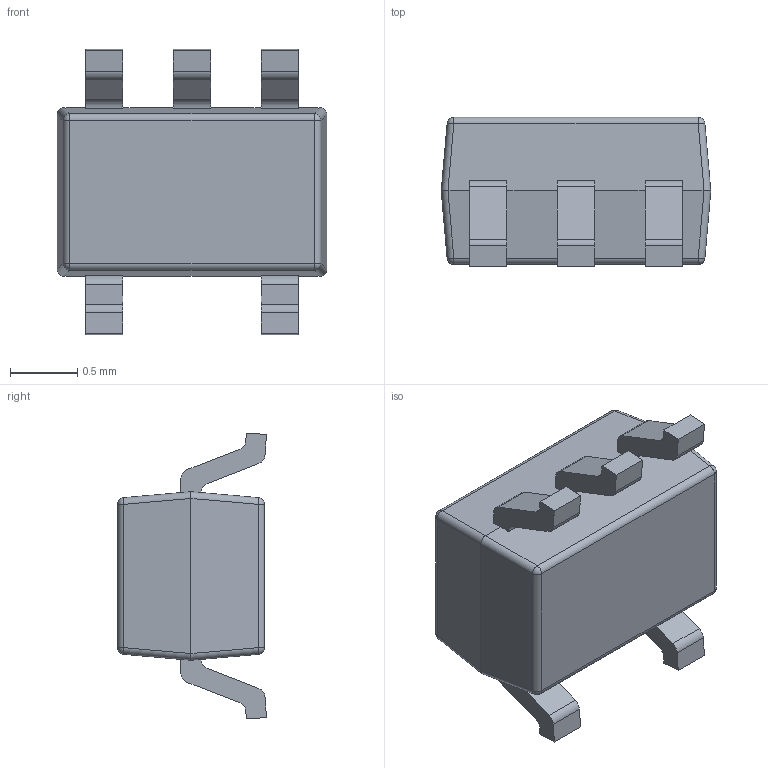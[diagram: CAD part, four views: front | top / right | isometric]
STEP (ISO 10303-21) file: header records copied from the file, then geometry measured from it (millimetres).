
FILE_DESCRIPTION (( 'STEP AP214' ), '1' );
FILE_NAME ('SC-70-5.STEP', '2016-01-05T00:42:47', ( '' ), ( '' ), 'SwSTEP 2.0', 'SolidWorks 2015', '' );
FILE_SCHEMA (( 'AUTOMOTIVE_DESIGN' ));
Length unit declared in the file: millimetre
Products named in the file (1): SC-70-5
Bounding box: 2 x 1.1 x 2.12 mm (x, y, z)
Volume: 2.7 mm3; surface area: 14.2 mm2
Topology: 1 solids, 1 shells, 99 faces, 267 edges, 162 vertices
Faces by surface type: plane 55, cylinder 36, sphere 8
Entity records: 3750 total; most frequent: CARTESIAN_POINT 533, DIRECTION 519, ORIENTED_EDGE 518, EDGE_CURVE 259, VECTOR 191, LINE 191, AXIS2_PLACEMENT_3D 164, VERTEX_POINT 162
